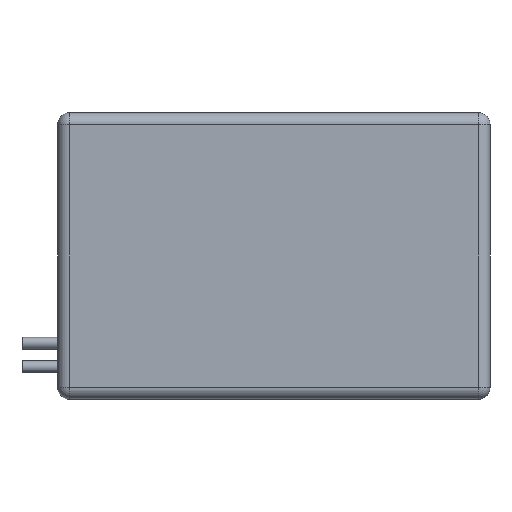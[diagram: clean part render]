
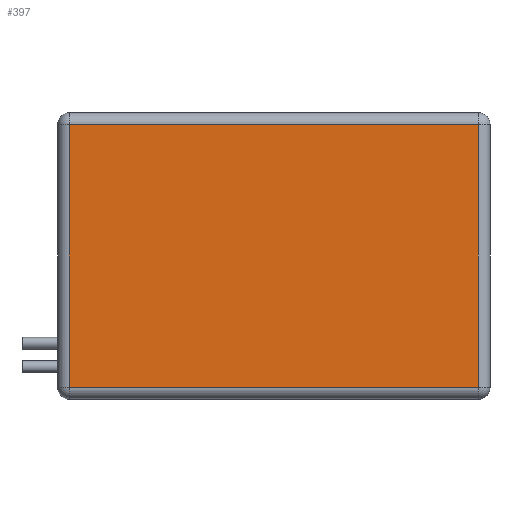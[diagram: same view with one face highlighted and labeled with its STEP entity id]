
A CAD part, front view. The second image highlights one B-rep face of the part: STEP entity #397.
In plain terms, the highlighted planar face has unit normal (0, -1, 0).
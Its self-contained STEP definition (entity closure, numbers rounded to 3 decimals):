
#21=PLANE('',#459);
#49=FACE_OUTER_BOUND('',#81,.T.);
#81=EDGE_LOOP('',(#307,#308,#309,#310));
#102=LINE('',#650,#128);
#104=LINE('',#658,#130);
#106=LINE('',#668,#132);
#108=LINE('',#677,#134);
#128=VECTOR('',#502,10.);
#130=VECTOR('',#510,10.);
#132=VECTOR('',#522,10.);
#134=VECTOR('',#534,10.);
#181=VERTEX_POINT('',#643);
#184=VERTEX_POINT('',#648);
#185=VERTEX_POINT('',#652);
#188=VERTEX_POINT('',#662);
#212=EDGE_CURVE('',#184,#181,#102,.T.);
#216=EDGE_CURVE('',#181,#185,#104,.T.);
#221=EDGE_CURVE('',#185,#188,#106,.T.);
#226=EDGE_CURVE('',#188,#184,#108,.T.);
#307=ORIENTED_EDGE('',*,*,#212,.F.);
#308=ORIENTED_EDGE('',*,*,#226,.F.);
#309=ORIENTED_EDGE('',*,*,#221,.F.);
#310=ORIENTED_EDGE('',*,*,#216,.F.);
#397=ADVANCED_FACE('',(#49),#21,.F.);
#459=AXIS2_PLACEMENT_3D('',#700,#562,#563);
#502=DIRECTION('',(1.,0.,0.));
#510=DIRECTION('',(0.,0.,-1.));
#522=DIRECTION('',(-1.,0.,0.));
#534=DIRECTION('',(0.,0.,1.));
#562=DIRECTION('center_axis',(0.,1.,0.));
#563=DIRECTION('ref_axis',(0.,0.,-1.));
#643=CARTESIAN_POINT('',(49.039,0.,49.039));
#648=CARTESIAN_POINT('',(14.039,0.,49.039));
#650=CARTESIAN_POINT('',(31.539,0.,49.039));
#652=CARTESIAN_POINT('',(49.039,0.,26.539));
#658=CARTESIAN_POINT('',(49.039,0.,37.789));
#662=CARTESIAN_POINT('',(14.039,0.,26.539));
#668=CARTESIAN_POINT('',(31.539,0.,26.539));
#677=CARTESIAN_POINT('',(14.039,0.,37.789));
#700=CARTESIAN_POINT('Origin',(31.539,0.,37.789));
